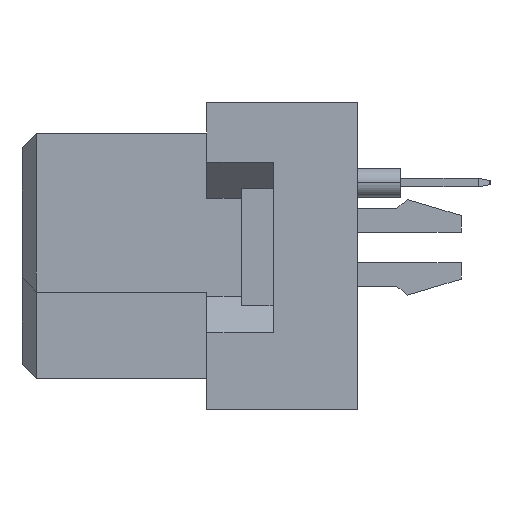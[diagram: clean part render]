
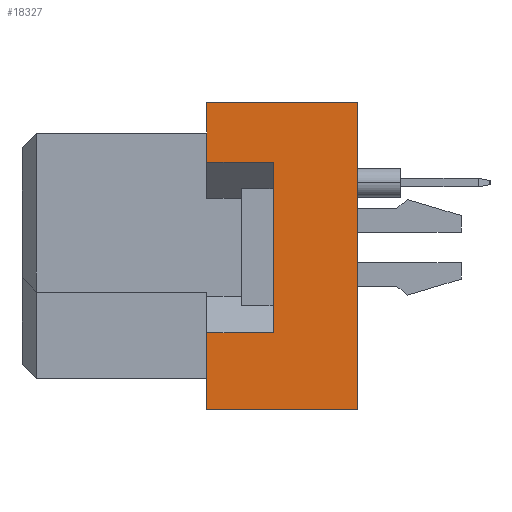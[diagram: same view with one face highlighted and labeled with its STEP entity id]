
A CAD part, left-side view. The second image highlights one B-rep face of the part: STEP entity #18327.
In plain terms, the highlighted planar face has unit normal (-1, 0, 0).
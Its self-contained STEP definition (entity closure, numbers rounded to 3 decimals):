
#174 = CARTESIAN_POINT ( 'NONE',  ( -27.5, -11.6, 5.3 ) ) ;
#309 = CARTESIAN_POINT ( 'NONE',  ( -27.5, -6.4, 3.25 ) ) ;
#482 = DIRECTION ( 'NONE',  ( 0., 1., 0. ) ) ;
#701 = DIRECTION ( 'NONE',  ( 0., 0., 1. ) ) ;
#1123 = CARTESIAN_POINT ( 'NONE',  ( -27.5, -8.7, 3.25 ) ) ;
#1862 = ORIENTED_EDGE ( 'NONE', *, *, #9959, .T. ) ;
#3118 = LINE ( 'NONE', #9576, #15767 ) ;
#3279 = CARTESIAN_POINT ( 'NONE',  ( -27.5, -8.7, -2.65 ) ) ;
#3315 = CARTESIAN_POINT ( 'NONE',  ( -27.5, -8.7, -2.65 ) ) ;
#3321 = LINE ( 'NONE', #20901, #15630 ) ;
#4504 = DIRECTION ( 'NONE',  ( 0., 0., 1. ) ) ;
#4656 = VECTOR ( 'NONE', #7578, 1000. ) ;
#4714 = VERTEX_POINT ( 'NONE', #3279 ) ;
#5133 = DIRECTION ( 'NONE',  ( 0., 1., 0. ) ) ;
#5218 = ORIENTED_EDGE ( 'NONE', *, *, #10327, .F. ) ;
#5298 = ORIENTED_EDGE ( 'NONE', *, *, #14724, .T. ) ;
#5374 = VERTEX_POINT ( 'NONE', #7588 ) ;
#5409 = VECTOR ( 'NONE', #482, 1000. ) ;
#5914 = VERTEX_POINT ( 'NONE', #12629 ) ;
#6343 = ORIENTED_EDGE ( 'NONE', *, *, #15821, .F. ) ;
#6608 = LINE ( 'NONE', #11483, #9421 ) ;
#6771 = VERTEX_POINT ( 'NONE', #16046 ) ;
#7348 = VECTOR ( 'NONE', #9775, 1000. ) ;
#7578 = DIRECTION ( 'NONE',  ( 0., 1., 0. ) ) ;
#7588 = CARTESIAN_POINT ( 'NONE',  ( -27.5, -11.6, -5.3 ) ) ;
#7699 = DIRECTION ( 'NONE',  ( 0., 0., 1. ) ) ;
#8052 = VERTEX_POINT ( 'NONE', #19357 ) ;
#8282 = LINE ( 'NONE', #3315, #7348 ) ;
#8436 = LINE ( 'NONE', #17745, #16132 ) ;
#8624 = CARTESIAN_POINT ( 'NONE',  ( -27.5, -11.6, -5.3 ) ) ;
#9012 = VERTEX_POINT ( 'NONE', #16840 ) ;
#9361 = DIRECTION ( 'NONE',  ( 0., 0., 1. ) ) ;
#9421 = VECTOR ( 'NONE', #5133, 1000. ) ;
#9495 = PLANE ( 'NONE',  #15498 ) ;
#9576 = CARTESIAN_POINT ( 'NONE',  ( -27.5, -6.4, -5.3 ) ) ;
#9694 = DIRECTION ( 'NONE',  ( -1., 0., 0. ) ) ;
#9775 = DIRECTION ( 'NONE',  ( 0., 0., 1. ) ) ;
#9959 = EDGE_CURVE ( 'NONE', #5374, #9012, #12875, .T. ) ;
#10032 = CARTESIAN_POINT ( 'NONE',  ( -27.5, -8.7, 3.25 ) ) ;
#10327 = EDGE_CURVE ( 'NONE', #8052, #5914, #3321, .T. ) ;
#10551 = VECTOR ( 'NONE', #701, 1000. ) ;
#10597 = ORIENTED_EDGE ( 'NONE', *, *, #12748, .T. ) ;
#10801 = EDGE_LOOP ( 'NONE', ( #5298, #5218, #6343, #1862, #10597, #16066, #18232, #14701 ) ) ;
#10870 = CARTESIAN_POINT ( 'NONE',  ( -27.5, -11.6, 5.3 ) ) ;
#11483 = CARTESIAN_POINT ( 'NONE',  ( -27.5, -8.7, -2.65 ) ) ;
#12629 = CARTESIAN_POINT ( 'NONE',  ( -27.5, -6.4, -2.65 ) ) ;
#12748 = EDGE_CURVE ( 'NONE', #9012, #6771, #8436, .T. ) ;
#12875 = LINE ( 'NONE', #174, #10551 ) ;
#13386 = EDGE_CURVE ( 'NONE', #16929, #16883, #14137, .T. ) ;
#14137 = LINE ( 'NONE', #1123, #4656 ) ;
#14258 = FACE_OUTER_BOUND ( 'NONE', #10801, .T. ) ;
#14575 = DIRECTION ( 'NONE',  ( 0., 1., 0. ) ) ;
#14701 = ORIENTED_EDGE ( 'NONE', *, *, #20906, .F. ) ;
#14724 = EDGE_CURVE ( 'NONE', #4714, #5914, #6608, .T. ) ;
#15498 = AXIS2_PLACEMENT_3D ( 'NONE', #10870, #9694, #7699 ) ;
#15630 = VECTOR ( 'NONE', #9361, 1000. ) ;
#15767 = VECTOR ( 'NONE', #4504, 1000. ) ;
#15821 = EDGE_CURVE ( 'NONE', #5374, #8052, #17836, .T. ) ;
#16046 = CARTESIAN_POINT ( 'NONE',  ( -27.5, -6.4, 5.3 ) ) ;
#16066 = ORIENTED_EDGE ( 'NONE', *, *, #20067, .F. ) ;
#16132 = VECTOR ( 'NONE', #14575, 1000. ) ;
#16840 = CARTESIAN_POINT ( 'NONE',  ( -27.5, -11.6, 5.3 ) ) ;
#16883 = VERTEX_POINT ( 'NONE', #309 ) ;
#16929 = VERTEX_POINT ( 'NONE', #10032 ) ;
#17745 = CARTESIAN_POINT ( 'NONE',  ( -27.5, -11.6, 5.3 ) ) ;
#17836 = LINE ( 'NONE', #8624, #5409 ) ;
#18232 = ORIENTED_EDGE ( 'NONE', *, *, #13386, .F. ) ;
#18327 = ADVANCED_FACE ( 'NONE', ( #14258 ), #9495, .T. ) ;
#19357 = CARTESIAN_POINT ( 'NONE',  ( -27.5, -6.4, -5.3 ) ) ;
#20067 = EDGE_CURVE ( 'NONE', #16883, #6771, #3118, .T. ) ;
#20901 = CARTESIAN_POINT ( 'NONE',  ( -27.5, -6.4, -5.3 ) ) ;
#20906 = EDGE_CURVE ( 'NONE', #4714, #16929, #8282, .T. ) ;
